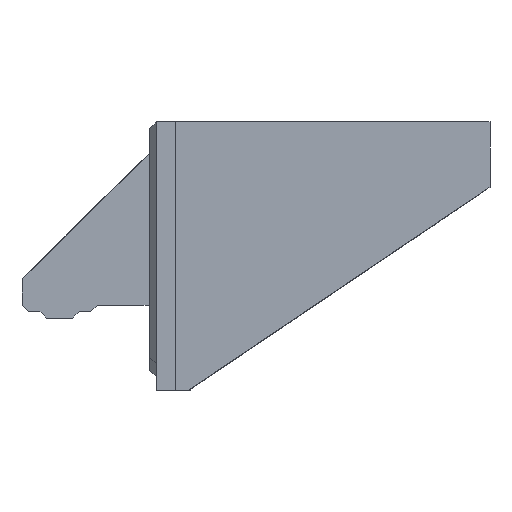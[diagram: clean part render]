
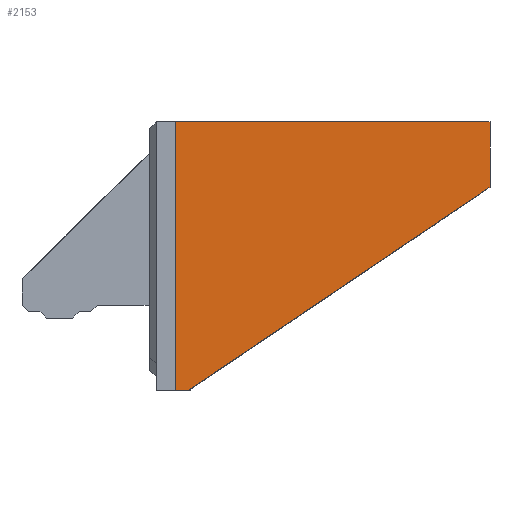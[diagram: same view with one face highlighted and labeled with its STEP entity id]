
A CAD part, front view. The second image highlights one B-rep face of the part: STEP entity #2153.
In plain terms, the highlighted planar face has unit normal (0, -1, 0).
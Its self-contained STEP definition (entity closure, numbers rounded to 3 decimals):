
#176=FACE_OUTER_BOUND('',#307,.T.);
#307=EDGE_LOOP('',(#1661,#1662,#1663,#1664,#1665));
#534=LINE('',#3388,#779);
#546=LINE('',#3427,#791);
#547=LINE('',#3430,#792);
#548=LINE('',#3432,#793);
#549=LINE('',#3433,#794);
#779=VECTOR('',#2709,10.);
#791=VECTOR('',#2739,10.);
#792=VECTOR('',#2742,10.);
#793=VECTOR('',#2743,10.);
#794=VECTOR('',#2744,10.);
#1021=VERTEX_POINT('',#3385);
#1022=VERTEX_POINT('',#3387);
#1040=VERTEX_POINT('',#3425);
#1041=VERTEX_POINT('',#3429);
#1042=VERTEX_POINT('',#3431);
#1261=EDGE_CURVE('',#1022,#1021,#534,.T.);
#1281=EDGE_CURVE('',#1021,#1040,#546,.T.);
#1282=EDGE_CURVE('',#1041,#1040,#547,.T.);
#1283=EDGE_CURVE('',#1042,#1041,#548,.T.);
#1284=EDGE_CURVE('',#1042,#1022,#549,.T.);
#1661=ORIENTED_EDGE('',*,*,#1281,.T.);
#1662=ORIENTED_EDGE('',*,*,#1282,.F.);
#1663=ORIENTED_EDGE('',*,*,#1283,.F.);
#1664=ORIENTED_EDGE('',*,*,#1284,.T.);
#1665=ORIENTED_EDGE('',*,*,#1261,.T.);
#2061=PLANE('',#2329);
#2153=ADVANCED_FACE('',(#176),#2061,.T.);
#2329=AXIS2_PLACEMENT_3D('',#3428,#2740,#2741);
#2709=DIRECTION('',(-1.,0.,0.));
#2739=DIRECTION('',(0.,0.,-1.));
#2740=DIRECTION('center_axis',(0.,-1.,0.));
#2741=DIRECTION('ref_axis',(0.,0.,-1.));
#2742=DIRECTION('',(-1.,0.,0.));
#2743=DIRECTION('',(-0.829,0.,-0.559));
#2744=DIRECTION('',(0.,0.,1.));
#3385=CARTESIAN_POINT('',(-44.001,-12.196,10.));
#3387=CARTESIAN_POINT('',(3.999,-12.196,10.));
#3388=CARTESIAN_POINT('',(-20.751,-12.196,10.));
#3425=CARTESIAN_POINT('',(-44.001,-12.196,-31.));
#3427=CARTESIAN_POINT('',(-44.001,-12.196,523.));
#3428=CARTESIAN_POINT('Origin',(-20.001,-12.196,-8.5));
#3429=CARTESIAN_POINT('',(-42.001,-12.196,-31.));
#3430=CARTESIAN_POINT('',(-31.001,-12.196,-31.));
#3431=CARTESIAN_POINT('',(3.999,-12.196,0.));
#3432=CARTESIAN_POINT('',(-6.223,-12.196,-6.889));
#3433=CARTESIAN_POINT('',(3.999,-12.196,-4.25));
